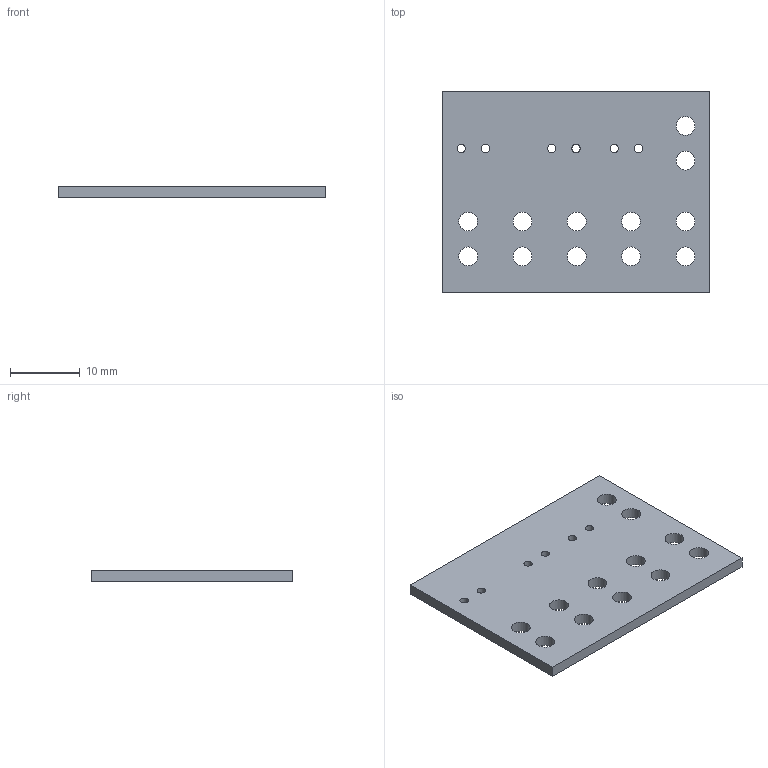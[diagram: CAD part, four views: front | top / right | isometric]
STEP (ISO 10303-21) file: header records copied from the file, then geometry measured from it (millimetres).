
FILE_DESCRIPTION(('KiCad electronic assembly'),'2;1');
FILE_NAME('scorpion_mini_breakout.step','2022-07-04T15:39:33',('Pcbnew') ,('Kicad'),'Open CASCADE STEP processor 7.5','KiCad to STEP converter' ,'Unknown');
FILE_SCHEMA(('AUTOMOTIVE_DESIGN { 1 0 10303 214 1 1 1 1 }'));
Length unit declared in the file: millimetre
Products named in the file (2): scorpion_mini_breakout 1; _autosave-scorpion_mini_breakout PCB
Assembly tree (1 placements, depth 2):
  scorpion_mini_breakout 1
    _autosave-scorpion_mini_breakout PCB
Bounding box: 38.5 x 29 x 1.6 mm (x, y, z)
Volume: 1665.6 mm3; surface area: 2497.1 mm2
Topology: 1 solids, 1 shells, 24 faces, 66 edges, 44 vertices
Faces by surface type: cylinder 18, plane 6
Full cylindrical faces by diameter (mm): 1.2 x6, 2.7 x12
Entity records: 1871 total; most frequent: CARTESIAN_POINT 484, DIRECTION 250, ORIENTED_EDGE 132, PCURVE 132, DEFINITIONAL_REPRESENTATION 132, LINE 126, VECTOR 126, EDGE_CURVE 66
